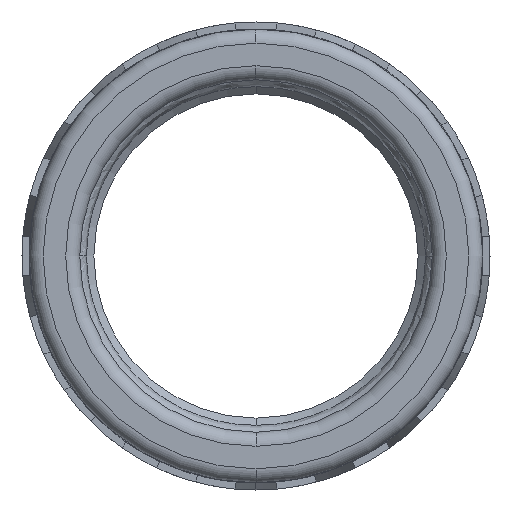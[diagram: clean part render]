
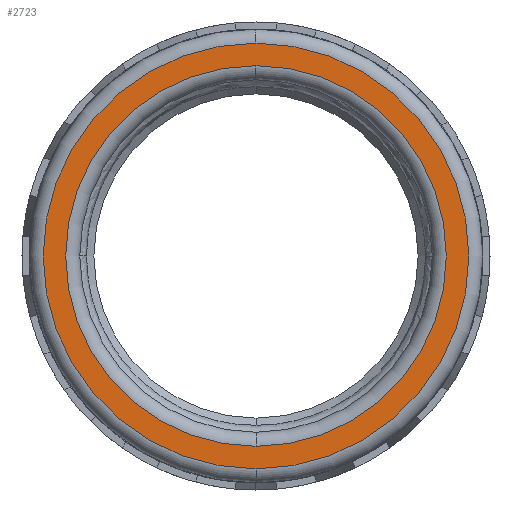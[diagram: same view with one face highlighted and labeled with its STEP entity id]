
A CAD part, left-side view. The second image highlights one B-rep face of the part: STEP entity #2723.
In plain terms, the highlighted planar face has unit normal (-1, 0, 0).
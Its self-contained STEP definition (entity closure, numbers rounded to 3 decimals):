
#238 = CARTESIAN_POINT ( 'NONE',  ( -44.6, 0., 0. ) ) ;
#343 = VERTEX_POINT ( 'NONE', #6016 ) ;
#399 = DIRECTION ( 'NONE',  ( 1., 0., 0. ) ) ;
#800 = CARTESIAN_POINT ( 'NONE',  ( -44.6, 0., 15.1 ) ) ;
#1127 = ORIENTED_EDGE ( 'NONE', *, *, #4788, .T. ) ;
#1267 = VERTEX_POINT ( 'NONE', #800 ) ;
#1334 = AXIS2_PLACEMENT_3D ( 'NONE', #2775, #6664, #3331 ) ;
#1366 = PLANE ( 'NONE',  #2782 ) ;
#1652 = CIRCLE ( 'NONE', #1807, 13.5 ) ;
#1807 = AXIS2_PLACEMENT_3D ( 'NONE', #3724, #399, #4283 ) ;
#1841 = CARTESIAN_POINT ( 'NONE',  ( -44.6, 0., 13.5 ) ) ;
#1942 = DIRECTION ( 'NONE',  ( 0., 0., -1. ) ) ;
#2159 = EDGE_CURVE ( 'NONE', #343, #6186, #2905, .T. ) ;
#2365 = EDGE_LOOP ( 'NONE', ( #2848, #3565 ) ) ;
#2452 = AXIS2_PLACEMENT_3D ( 'NONE', #2956, #2930, #2897 ) ;
#2723 = ADVANCED_FACE ( 'NONE', ( #7077, #5795 ), #1366, .F. ) ;
#2775 = CARTESIAN_POINT ( 'NONE',  ( -44.6, 0., 0. ) ) ;
#2782 = AXIS2_PLACEMENT_3D ( 'NONE', #238, #5253, #1942 ) ;
#2848 = ORIENTED_EDGE ( 'NONE', *, *, #6839, .T. ) ;
#2897 = DIRECTION ( 'NONE',  ( 0., 0., -1. ) ) ;
#2905 = CIRCLE ( 'NONE', #2452, 13.5 ) ;
#2930 = DIRECTION ( 'NONE',  ( 1., 0., 0. ) ) ;
#2956 = CARTESIAN_POINT ( 'NONE',  ( -44.6, 0., 0. ) ) ;
#3069 = CARTESIAN_POINT ( 'NONE',  ( -44.6, 0., 0. ) ) ;
#3331 = DIRECTION ( 'NONE',  ( 0., 0., -1. ) ) ;
#3565 = ORIENTED_EDGE ( 'NONE', *, *, #4375, .T. ) ;
#3610 = DIRECTION ( 'NONE',  ( 0., 0., -1. ) ) ;
#3724 = CARTESIAN_POINT ( 'NONE',  ( -44.6, 0., 0. ) ) ;
#3784 = VERTEX_POINT ( 'NONE', #6099 ) ;
#4175 = CIRCLE ( 'NONE', #1334, 15.1 ) ;
#4283 = DIRECTION ( 'NONE',  ( 0., 0., -1. ) ) ;
#4375 = EDGE_CURVE ( 'NONE', #1267, #3784, #4175, .T. ) ;
#4788 = EDGE_CURVE ( 'NONE', #6186, #343, #1652, .T. ) ;
#5253 = DIRECTION ( 'NONE',  ( 1., 0., 0. ) ) ;
#5795 = FACE_OUTER_BOUND ( 'NONE', #2365, .T. ) ;
#6016 = CARTESIAN_POINT ( 'NONE',  ( -44.6, 0., -13.5 ) ) ;
#6099 = CARTESIAN_POINT ( 'NONE',  ( -44.6, 0., -15.1 ) ) ;
#6159 = AXIS2_PLACEMENT_3D ( 'NONE', #3069, #6947, #3610 ) ;
#6186 = VERTEX_POINT ( 'NONE', #1841 ) ;
#6664 = DIRECTION ( 'NONE',  ( -1., 0., 0. ) ) ;
#6764 = CIRCLE ( 'NONE', #6159, 15.1 ) ;
#6839 = EDGE_CURVE ( 'NONE', #3784, #1267, #6764, .T. ) ;
#6868 = EDGE_LOOP ( 'NONE', ( #6903, #1127 ) ) ;
#6903 = ORIENTED_EDGE ( 'NONE', *, *, #2159, .T. ) ;
#6947 = DIRECTION ( 'NONE',  ( -1., 0., 0. ) ) ;
#7077 = FACE_BOUND ( 'NONE', #6868, .T. ) ;
